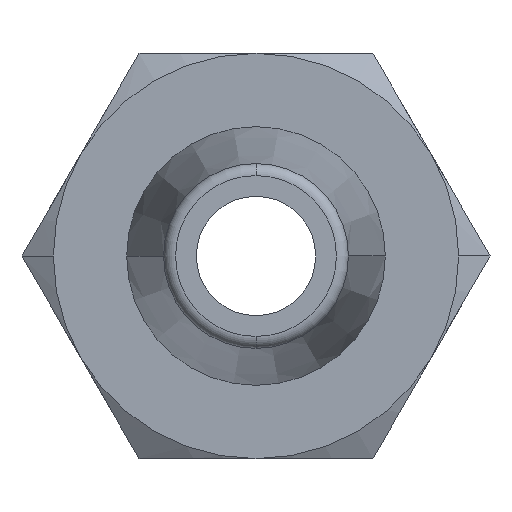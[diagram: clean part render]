
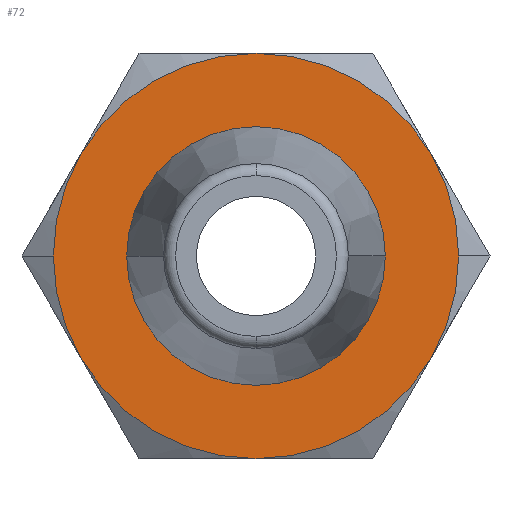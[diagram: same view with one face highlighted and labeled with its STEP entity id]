
A CAD part, front view. The second image highlights one B-rep face of the part: STEP entity #72.
In plain terms, the highlighted planar face has unit normal (0, -1, 0).
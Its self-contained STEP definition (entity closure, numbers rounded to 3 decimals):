
#72=ADVANCED_FACE('',(#182,#183),#184,.T.);
#182=FACE_OUTER_BOUND('',#333,.T.);
#183=FACE_BOUND('',#334,.T.);
#184=PLANE('',#335);
#333=EDGE_LOOP('',(#485,#486,#487,#488,#489,#490,#491,#492));
#334=EDGE_LOOP('',(#493,#494));
#335=AXIS2_PLACEMENT_3D('',#495,#496,#497);
#485=ORIENTED_EDGE('',*,*,#864,.F.);
#486=ORIENTED_EDGE('',*,*,#865,.F.);
#487=ORIENTED_EDGE('',*,*,#866,.F.);
#488=ORIENTED_EDGE('',*,*,#867,.F.);
#489=ORIENTED_EDGE('',*,*,#868,.F.);
#490=ORIENTED_EDGE('',*,*,#869,.F.);
#491=ORIENTED_EDGE('',*,*,#870,.F.);
#492=ORIENTED_EDGE('',*,*,#871,.F.);
#493=ORIENTED_EDGE('',*,*,#872,.F.);
#494=ORIENTED_EDGE('',*,*,#873,.F.);
#495=CARTESIAN_POINT('',(4.25,24.5,0.0));
#496=DIRECTION('',(-0.0,-1.0,-0.0));
#497=DIRECTION('',(-1.0,0.0,0.0));
#864=EDGE_CURVE('',#1015,#1016,#1017,.T.);
#865=EDGE_CURVE('',#1018,#1015,#1019,.T.);
#866=EDGE_CURVE('',#1020,#1018,#1021,.T.);
#867=EDGE_CURVE('',#1022,#1020,#1023,.T.);
#868=EDGE_CURVE('',#1024,#1022,#1025,.T.);
#869=EDGE_CURVE('',#1026,#1024,#1027,.T.);
#870=EDGE_CURVE('',#1028,#1026,#1029,.T.);
#871=EDGE_CURVE('',#1016,#1028,#1030,.T.);
#872=EDGE_CURVE('',#1031,#1032,#1033,.T.);
#873=EDGE_CURVE('',#1032,#1031,#1034,.T.);
#1015=VERTEX_POINT('',#1219);
#1016=VERTEX_POINT('',#1220);
#1017=CIRCLE('',#1221,8.5);
#1018=VERTEX_POINT('',#1222);
#1019=CIRCLE('',#1223,8.5);
#1020=VERTEX_POINT('',#1224);
#1021=CIRCLE('',#1225,8.5);
#1022=VERTEX_POINT('',#1226);
#1023=CIRCLE('',#1227,8.5);
#1024=VERTEX_POINT('',#1228);
#1025=CIRCLE('',#1229,8.5);
#1026=VERTEX_POINT('',#1230);
#1027=CIRCLE('',#1231,8.5);
#1028=VERTEX_POINT('',#1232);
#1029=CIRCLE('',#1233,8.5);
#1030=CIRCLE('',#1234,8.5);
#1031=VERTEX_POINT('',#1235);
#1032=VERTEX_POINT('',#1236);
#1033=CIRCLE('',#1237,5.425);
#1034=CIRCLE('',#1238,5.425);
#1219=CARTESIAN_POINT('',(7.361,24.5,4.25));
#1220=CARTESIAN_POINT('',(8.5,24.5,0.));
#1221=AXIS2_PLACEMENT_3D('',#1717,#1718,#1719);
#1222=CARTESIAN_POINT('',(0.,24.5,8.5));
#1223=AXIS2_PLACEMENT_3D('',#1720,#1721,#1722);
#1224=CARTESIAN_POINT('',(-7.361,24.5,4.25));
#1225=AXIS2_PLACEMENT_3D('',#1723,#1724,#1725);
#1226=CARTESIAN_POINT('',(-8.5,24.5,0.));
#1227=AXIS2_PLACEMENT_3D('',#1726,#1727,#1728);
#1228=CARTESIAN_POINT('',(-7.361,24.5,-4.25));
#1229=AXIS2_PLACEMENT_3D('',#1729,#1730,#1731);
#1230=CARTESIAN_POINT('',(0.0,24.5,-8.5));
#1231=AXIS2_PLACEMENT_3D('',#1732,#1733,#1734);
#1232=CARTESIAN_POINT('',(7.361,24.5,-4.25));
#1233=AXIS2_PLACEMENT_3D('',#1735,#1736,#1737);
#1234=AXIS2_PLACEMENT_3D('',#1738,#1739,#1740);
#1235=CARTESIAN_POINT('',(-5.425,24.5,0.));
#1236=CARTESIAN_POINT('',(5.425,24.5,0.));
#1237=AXIS2_PLACEMENT_3D('',#1741,#1742,#1743);
#1238=AXIS2_PLACEMENT_3D('',#1744,#1745,#1746);
#1717=CARTESIAN_POINT('',(0.0,24.5,0.0));
#1718=DIRECTION('',(-0.0,1.0,0.0));
#1719=DIRECTION('',(1.0,0.0,0.0));
#1720=CARTESIAN_POINT('',(0.0,24.5,0.0));
#1721=DIRECTION('',(-0.0,1.0,0.0));
#1722=DIRECTION('',(1.0,0.0,0.0));
#1723=CARTESIAN_POINT('',(0.0,24.5,0.0));
#1724=DIRECTION('',(-0.0,1.0,0.0));
#1725=DIRECTION('',(1.0,0.0,0.0));
#1726=CARTESIAN_POINT('',(0.0,24.5,0.0));
#1727=DIRECTION('',(-0.0,1.0,0.0));
#1728=DIRECTION('',(1.0,0.0,0.0));
#1729=CARTESIAN_POINT('',(0.0,24.5,0.0));
#1730=DIRECTION('',(-0.0,1.0,0.0));
#1731=DIRECTION('',(1.0,0.0,0.0));
#1732=CARTESIAN_POINT('',(0.0,24.5,0.0));
#1733=DIRECTION('',(-0.0,1.0,0.0));
#1734=DIRECTION('',(1.0,0.0,0.0));
#1735=CARTESIAN_POINT('',(0.0,24.5,0.0));
#1736=DIRECTION('',(-0.0,1.0,0.0));
#1737=DIRECTION('',(1.0,0.0,0.0));
#1738=CARTESIAN_POINT('',(0.0,24.5,0.0));
#1739=DIRECTION('',(-0.0,1.0,0.0));
#1740=DIRECTION('',(1.0,0.0,0.0));
#1741=CARTESIAN_POINT('',(0.0,24.5,0.0));
#1742=DIRECTION('',(0.0,-1.0,0.0));
#1743=DIRECTION('',(1.0,0.0,0.0));
#1744=CARTESIAN_POINT('',(0.0,24.5,0.0));
#1745=DIRECTION('',(0.0,-1.0,0.0));
#1746=DIRECTION('',(1.0,0.0,0.0));
